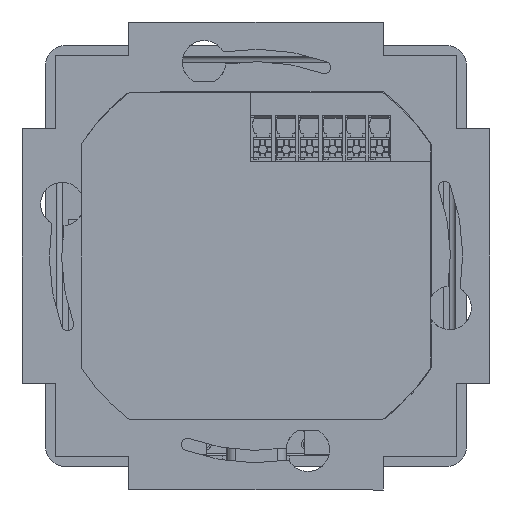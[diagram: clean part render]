
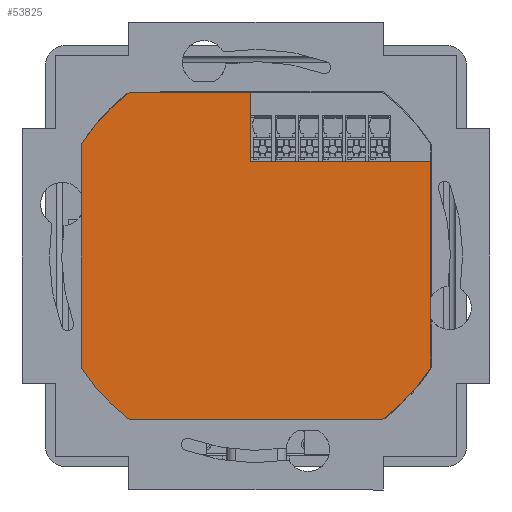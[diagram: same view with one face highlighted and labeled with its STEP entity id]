
A CAD part, front view. The second image highlights one B-rep face of the part: STEP entity #53825.
In plain terms, the highlighted planar face has unit normal (0, -1, 0).
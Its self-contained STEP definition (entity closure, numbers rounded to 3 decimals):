
#2882=CIRCLE('',#58434,31.);
#2883=CIRCLE('',#58435,31.);
#2884=CIRCLE('',#58436,31.);
#5562=FACE_OUTER_BOUND('',#8573,.T.);
#8573=EDGE_LOOP('',(#46985,#46986,#46987,#46988,#46989,#46990,#46991,#46992,
#46993));
#14240=LINE('',#89039,#20143);
#14243=LINE('',#89045,#20146);
#14244=LINE('',#89047,#20147);
#14245=LINE('',#89049,#20148);
#14246=LINE('',#89053,#20149);
#14247=LINE('',#89057,#20150);
#20143=VECTOR('',#72216,10.);
#20146=VECTOR('',#72221,10.);
#20147=VECTOR('',#72222,10.);
#20148=VECTOR('',#72223,10.);
#20149=VECTOR('',#72226,10.);
#20150=VECTOR('',#72229,10.);
#25201=VERTEX_POINT('',#89036);
#25202=VERTEX_POINT('',#89038);
#25204=VERTEX_POINT('',#89044);
#25205=VERTEX_POINT('',#89046);
#25206=VERTEX_POINT('',#89048);
#25207=VERTEX_POINT('',#89050);
#25208=VERTEX_POINT('',#89052);
#25209=VERTEX_POINT('',#89054);
#25210=VERTEX_POINT('',#89056);
#32536=EDGE_CURVE('',#25202,#25201,#14240,.T.);
#32539=EDGE_CURVE('',#25201,#25204,#14243,.T.);
#32540=EDGE_CURVE('',#25204,#25205,#14244,.T.);
#32541=EDGE_CURVE('',#25205,#25206,#14245,.T.);
#32542=EDGE_CURVE('',#25206,#25207,#2882,.T.);
#32543=EDGE_CURVE('',#25207,#25208,#14246,.T.);
#32544=EDGE_CURVE('',#25208,#25209,#2883,.T.);
#32545=EDGE_CURVE('',#25209,#25210,#14247,.T.);
#32546=EDGE_CURVE('',#25210,#25202,#2884,.T.);
#46985=ORIENTED_EDGE('',*,*,#32539,.T.);
#46986=ORIENTED_EDGE('',*,*,#32540,.T.);
#46987=ORIENTED_EDGE('',*,*,#32541,.T.);
#46988=ORIENTED_EDGE('',*,*,#32542,.T.);
#46989=ORIENTED_EDGE('',*,*,#32543,.T.);
#46990=ORIENTED_EDGE('',*,*,#32544,.T.);
#46991=ORIENTED_EDGE('',*,*,#32545,.T.);
#46992=ORIENTED_EDGE('',*,*,#32546,.T.);
#46993=ORIENTED_EDGE('',*,*,#32536,.T.);
#50298=PLANE('',#58433);
#53825=ADVANCED_FACE('',(#5562),#50298,.T.);
#58433=AXIS2_PLACEMENT_3D('',#89043,#72219,#72220);
#58434=AXIS2_PLACEMENT_3D('',#89051,#72224,#72225);
#58435=AXIS2_PLACEMENT_3D('',#89055,#72227,#72228);
#58436=AXIS2_PLACEMENT_3D('',#89058,#72230,#72231);
#72216=DIRECTION('',(0.,0.,1.));
#72219=DIRECTION('center_axis',(0.,-1.,0.));
#72220=DIRECTION('ref_axis',(1.,0.,0.));
#72221=DIRECTION('',(-1.,0.,0.));
#72222=DIRECTION('',(0.,0.,1.));
#72223=DIRECTION('',(-1.,0.,0.));
#72224=DIRECTION('center_axis',(0.,-1.,0.));
#72225=DIRECTION('ref_axis',(-0.613,0.,0.79));
#72226=DIRECTION('',(0.,0.,-1.));
#72227=DIRECTION('center_axis',(0.,-1.,0.));
#72228=DIRECTION('ref_axis',(-0.844,0.,-0.536));
#72229=DIRECTION('',(1.,0.,0.));
#72230=DIRECTION('center_axis',(0.,-1.,0.));
#72231=DIRECTION('ref_axis',(0.613,0.,-0.79));
#89036=CARTESIAN_POINT('',(26.175,-9.104,14.2));
#89038=CARTESIAN_POINT('',(26.175,-9.104,-16.609));
#89039=CARTESIAN_POINT('',(26.175,-9.104,-16.609));
#89043=CARTESIAN_POINT('Origin',(0.,-9.104,
0.));
#89044=CARTESIAN_POINT('',(-0.825,-9.104,14.2));
#89045=CARTESIAN_POINT('',(3.187,-9.104,14.2));
#89046=CARTESIAN_POINT('',(-0.825,-9.104,24.5));
#89047=CARTESIAN_POINT('',(-0.825,-9.104,6.5));
#89048=CARTESIAN_POINT('',(-18.994,-9.104,24.5));
#89049=CARTESIAN_POINT('',(18.993,-9.104,24.5));
#89050=CARTESIAN_POINT('',(-26.175,-9.104,16.61));
#89051=CARTESIAN_POINT('Origin',(0.,-9.104,
0.));
#89052=CARTESIAN_POINT('',(-26.175,-9.104,-16.609));
#89053=CARTESIAN_POINT('',(-26.175,-9.104,16.61));
#89054=CARTESIAN_POINT('',(-18.994,-9.104,-24.5));
#89055=CARTESIAN_POINT('Origin',(0.,-9.104,
0.));
#89056=CARTESIAN_POINT('',(18.993,-9.104,-24.5));
#89057=CARTESIAN_POINT('',(-18.994,-9.104,-24.5));
#89058=CARTESIAN_POINT('Origin',(0.,-9.104,
0.));
